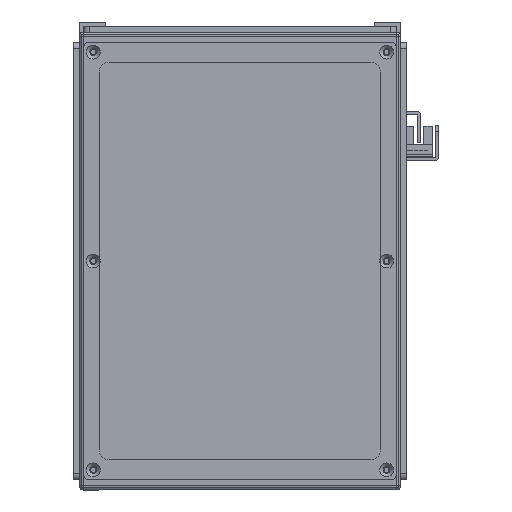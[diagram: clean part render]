
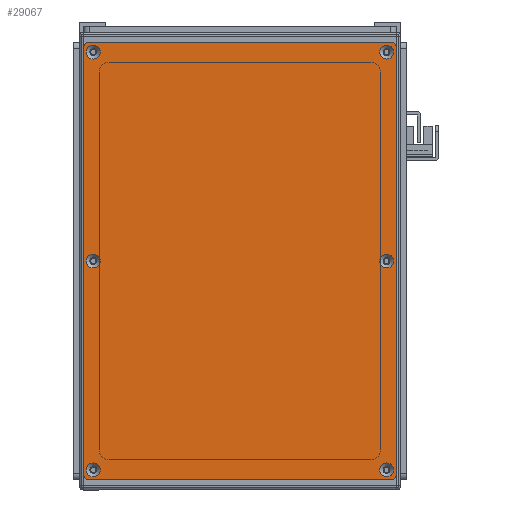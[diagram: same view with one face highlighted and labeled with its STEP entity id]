
A CAD part, front view. The second image highlights one B-rep face of the part: STEP entity #29067.
In plain terms, the highlighted planar face has unit normal (0, -1, 0).
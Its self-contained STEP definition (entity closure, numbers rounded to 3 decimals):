
#1752=FACE_BOUND('',#6450,.T.);
#1753=FACE_BOUND('',#6451,.T.);
#1754=FACE_BOUND('',#6452,.T.);
#1755=FACE_BOUND('',#6453,.T.);
#1756=FACE_BOUND('',#6454,.T.);
#1757=FACE_BOUND('',#6455,.T.);
#2399=PLANE('',#32319);
#4573=FACE_OUTER_BOUND('',#6449,.T.);
#6449=EDGE_LOOP('',(#27341,#27342,#27343,#27344,#27345,#27346,#27347,#27348));
#6450=EDGE_LOOP('',(#27349));
#6451=EDGE_LOOP('',(#27350));
#6452=EDGE_LOOP('',(#27351));
#6453=EDGE_LOOP('',(#27352));
#6454=EDGE_LOOP('',(#27353));
#6455=EDGE_LOOP('',(#27354));
#8797=LINE('',#51572,#11132);
#8798=LINE('',#51576,#11133);
#8799=LINE('',#51580,#11134);
#8800=LINE('',#51583,#11135);
#11132=VECTOR('',#40425,10.);
#11133=VECTOR('',#40428,10.);
#11134=VECTOR('',#40431,10.);
#11135=VECTOR('',#40434,10.);
#12501=CIRCLE('',#32287,3.45);
#12504=CIRCLE('',#32292,3.45);
#12507=CIRCLE('',#32297,3.45);
#12510=CIRCLE('',#32302,3.45);
#12513=CIRCLE('',#32307,3.45);
#12516=CIRCLE('',#32312,3.45);
#12519=CIRCLE('',#32317,3.);
#12521=CIRCLE('',#32320,3.);
#12522=CIRCLE('',#32321,3.);
#12523=CIRCLE('',#32322,3.);
#15206=VERTEX_POINT('',#51502);
#15209=VERTEX_POINT('',#51512);
#15212=VERTEX_POINT('',#51522);
#15215=VERTEX_POINT('',#51532);
#15218=VERTEX_POINT('',#51542);
#15221=VERTEX_POINT('',#51552);
#15224=VERTEX_POINT('',#51562);
#15225=VERTEX_POINT('',#51563);
#15228=VERTEX_POINT('',#51571);
#15229=VERTEX_POINT('',#51573);
#15230=VERTEX_POINT('',#51575);
#15231=VERTEX_POINT('',#51577);
#15232=VERTEX_POINT('',#51579);
#15233=VERTEX_POINT('',#51581);
#19243=EDGE_CURVE('',#15206,#15206,#12501,.T.);
#19248=EDGE_CURVE('',#15209,#15209,#12504,.T.);
#19253=EDGE_CURVE('',#15212,#15212,#12507,.T.);
#19258=EDGE_CURVE('',#15215,#15215,#12510,.T.);
#19263=EDGE_CURVE('',#15218,#15218,#12513,.T.);
#19268=EDGE_CURVE('',#15221,#15221,#12516,.T.);
#19273=EDGE_CURVE('',#15224,#15225,#12519,.T.);
#19277=EDGE_CURVE('',#15224,#15228,#8797,.T.);
#19278=EDGE_CURVE('',#15229,#15228,#12521,.T.);
#19279=EDGE_CURVE('',#15229,#15230,#8798,.T.);
#19280=EDGE_CURVE('',#15231,#15230,#12522,.T.);
#19281=EDGE_CURVE('',#15231,#15232,#8799,.T.);
#19282=EDGE_CURVE('',#15233,#15232,#12523,.T.);
#19283=EDGE_CURVE('',#15233,#15225,#8800,.T.);
#27341=ORIENTED_EDGE('',*,*,#19273,.F.);
#27342=ORIENTED_EDGE('',*,*,#19277,.T.);
#27343=ORIENTED_EDGE('',*,*,#19278,.F.);
#27344=ORIENTED_EDGE('',*,*,#19279,.T.);
#27345=ORIENTED_EDGE('',*,*,#19280,.F.);
#27346=ORIENTED_EDGE('',*,*,#19281,.T.);
#27347=ORIENTED_EDGE('',*,*,#19282,.F.);
#27348=ORIENTED_EDGE('',*,*,#19283,.T.);
#27349=ORIENTED_EDGE('',*,*,#19243,.T.);
#27350=ORIENTED_EDGE('',*,*,#19248,.T.);
#27351=ORIENTED_EDGE('',*,*,#19253,.T.);
#27352=ORIENTED_EDGE('',*,*,#19258,.T.);
#27353=ORIENTED_EDGE('',*,*,#19263,.T.);
#27354=ORIENTED_EDGE('',*,*,#19268,.T.);
#29067=ADVANCED_FACE('',(#4573,#1752,#1753,#1754,#1755,#1756,#1757),#2399,
 .T.);
#32287=AXIS2_PLACEMENT_3D('',#51503,#40345,#40346);
#32292=AXIS2_PLACEMENT_3D('',#51513,#40357,#40358);
#32297=AXIS2_PLACEMENT_3D('',#51523,#40369,#40370);
#32302=AXIS2_PLACEMENT_3D('',#51533,#40381,#40382);
#32307=AXIS2_PLACEMENT_3D('',#51543,#40393,#40394);
#32312=AXIS2_PLACEMENT_3D('',#51553,#40405,#40406);
#32317=AXIS2_PLACEMENT_3D('',#51564,#40417,#40418);
#32319=AXIS2_PLACEMENT_3D('',#51570,#40423,#40424);
#32320=AXIS2_PLACEMENT_3D('',#51574,#40426,#40427);
#32321=AXIS2_PLACEMENT_3D('',#51578,#40429,#40430);
#32322=AXIS2_PLACEMENT_3D('',#51582,#40432,#40433);
#40345=DIRECTION('center_axis',(0.,1.,0.));
#40346=DIRECTION('ref_axis',(1.,0.,0.));
#40357=DIRECTION('center_axis',(0.,1.,0.));
#40358=DIRECTION('ref_axis',(1.,0.,0.));
#40369=DIRECTION('center_axis',(0.,1.,0.));
#40370=DIRECTION('ref_axis',(1.,0.,0.));
#40381=DIRECTION('center_axis',(0.,1.,0.));
#40382=DIRECTION('ref_axis',(1.,0.,0.));
#40393=DIRECTION('center_axis',(0.,1.,0.));
#40394=DIRECTION('ref_axis',(1.,0.,0.));
#40405=DIRECTION('center_axis',(0.,1.,0.));
#40406=DIRECTION('ref_axis',(1.,0.,0.));
#40417=DIRECTION('center_axis',(0.,1.,0.));
#40418=DIRECTION('ref_axis',(-0.707,0.,0.707));
#40423=DIRECTION('center_axis',(0.,-1.,0.));
#40424=DIRECTION('ref_axis',(0.,0.,-1.));
#40425=DIRECTION('',(0.,0.,-1.));
#40426=DIRECTION('center_axis',(0.,1.,0.));
#40427=DIRECTION('ref_axis',(-0.707,0.,-0.707));
#40428=DIRECTION('',(1.,0.,0.));
#40429=DIRECTION('center_axis',(0.,1.,0.));
#40430=DIRECTION('ref_axis',(0.707,0.,-0.707));
#40431=DIRECTION('',(0.,0.,1.));
#40432=DIRECTION('center_axis',(0.,1.,0.));
#40433=DIRECTION('ref_axis',(0.707,0.,0.707));
#40434=DIRECTION('',(-1.,0.,0.));
#51502=CARTESIAN_POINT('',(100.55,-1.5,73.));
#51503=CARTESIAN_POINT('Origin',(104.,-1.5,73.));
#51512=CARTESIAN_POINT('',(-107.45,-1.5,-73.));
#51513=CARTESIAN_POINT('Origin',(-104.,-1.5,-73.));
#51522=CARTESIAN_POINT('',(-3.45,-1.5,73.));
#51523=CARTESIAN_POINT('Origin',(0.,-1.5,73.));
#51532=CARTESIAN_POINT('',(-3.45,-1.5,-73.));
#51533=CARTESIAN_POINT('Origin',(0.,-1.5,-73.));
#51542=CARTESIAN_POINT('',(-107.45,-1.5,73.));
#51543=CARTESIAN_POINT('Origin',(-104.,-1.5,73.));
#51552=CARTESIAN_POINT('',(100.55,-1.5,-73.));
#51553=CARTESIAN_POINT('Origin',(104.,-1.5,-73.));
#51562=CARTESIAN_POINT('',(-109.,-1.5,75.));
#51563=CARTESIAN_POINT('',(-106.,-1.5,78.));
#51564=CARTESIAN_POINT('Origin',(-106.,-1.5,75.));
#51570=CARTESIAN_POINT('Origin',(0.,-1.5,0.));
#51571=CARTESIAN_POINT('',(-109.,-1.5,-75.));
#51572=CARTESIAN_POINT('',(-109.,-1.5,78.));
#51573=CARTESIAN_POINT('',(-106.,-1.5,-78.));
#51574=CARTESIAN_POINT('Origin',(-106.,-1.5,-75.));
#51575=CARTESIAN_POINT('',(106.,-1.5,-78.));
#51576=CARTESIAN_POINT('',(-109.,-1.5,-78.));
#51577=CARTESIAN_POINT('',(109.,-1.5,-75.));
#51578=CARTESIAN_POINT('Origin',(106.,-1.5,-75.));
#51579=CARTESIAN_POINT('',(109.,-1.5,75.));
#51580=CARTESIAN_POINT('',(109.,-1.5,-78.));
#51581=CARTESIAN_POINT('',(106.,-1.5,78.));
#51582=CARTESIAN_POINT('Origin',(106.,-1.5,75.));
#51583=CARTESIAN_POINT('',(109.,-1.5,78.));
